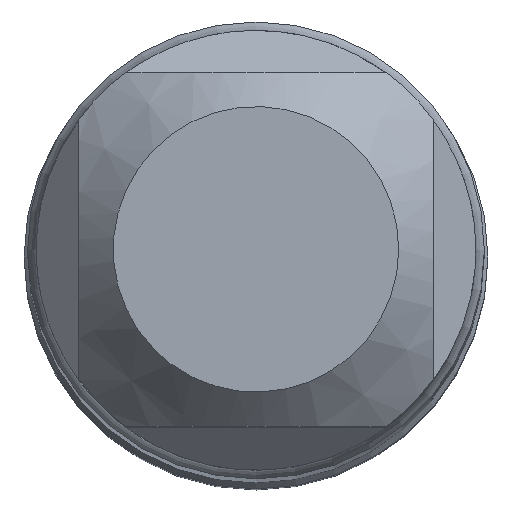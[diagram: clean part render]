
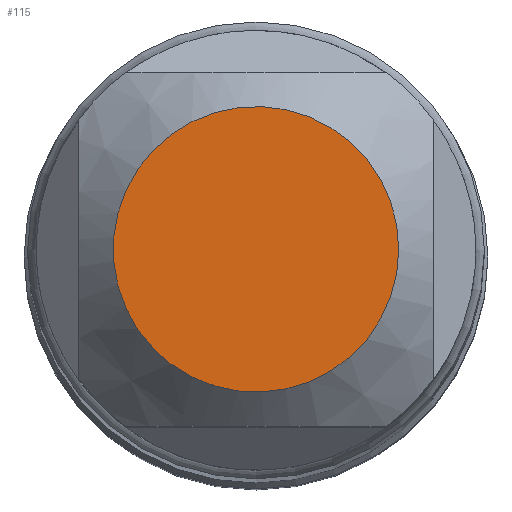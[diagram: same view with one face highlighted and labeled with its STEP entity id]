
A CAD part, top view. The second image highlights one B-rep face of the part: STEP entity #115.
In plain terms, the highlighted planar face has unit normal (0, 0, 1).
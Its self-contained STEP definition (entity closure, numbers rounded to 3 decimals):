
#90=CIRCLE('',#421,2.5);
#115=ADVANCED_FACE('NONE',(#150),#139,.T.);
#139=PLANE('',#422);
#150=FACE_OUTER_BOUND('',#161,.T.);
#161=EDGE_LOOP('',(#217));
#217=ORIENTED_EDGE('',*,*,#317,.F.);
#283=VERTEX_POINT('',#657);
#317=EDGE_CURVE('NONE',#283,#283,#90,.T.);
#421=AXIS2_PLACEMENT_3D('',#656,#498,#499);
#422=AXIS2_PLACEMENT_3D('',#658,#500,#501);
#498=DIRECTION('',(0.,0.,-1.));
#499=DIRECTION('',(1.,0.,0.));
#500=DIRECTION('',(0.,0.,1.));
#501=DIRECTION('',(1.,0.,0.));
#656=CARTESIAN_POINT('',(0.,0.,0.));
#657=CARTESIAN_POINT('',(2.5,0.,0.));
#658=CARTESIAN_POINT('',(0.,0.,0.));
